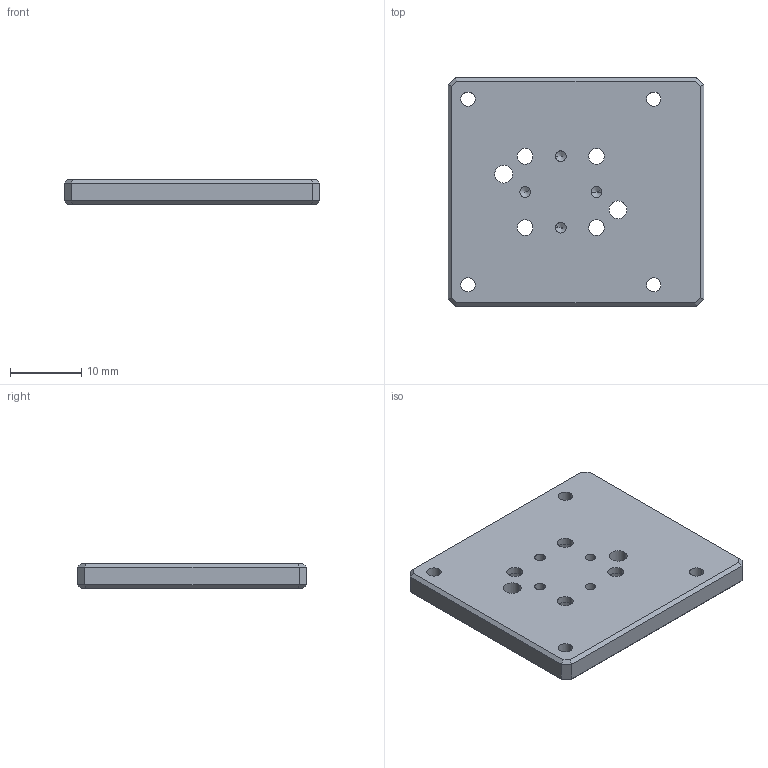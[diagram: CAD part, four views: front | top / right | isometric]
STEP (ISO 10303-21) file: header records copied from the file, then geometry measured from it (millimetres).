
FILE_DESCRIPTION (( 'STEP AP214' ), '1' );
FILE_NAME ('430517-B Adapter PR-32 ON PPS-28,PPs-20,PP-22.STEP', '2022-04-29T20:29:09', ( '' ), ( '' ), 'SwSTEP 2.0', 'SolidWorks 2020', '' );
FILE_SCHEMA (( 'AUTOMOTIVE_DESIGN' ));
Length unit declared in the file: millimetre
Products named in the file (1): 430517-B Adapter PR-32 ON PPS-28,PPs-20,PP-22
Bounding box: 35.75 x 32 x 3.5 mm (x, y, z)
Volume: 3690.3 mm3; surface area: 2977.5 mm2
Topology: 1 solids, 1 shells, 82 faces, 200 edges, 118 vertices
Faces by surface type: cylinder 40, plane 30, cone 12
Entity records: 2522 total; most frequent: DIRECTION 434, CARTESIAN_POINT 389, ORIENTED_EDGE 376, EDGE_CURVE 188, AXIS2_PLACEMENT_3D 163, VERTEX_POINT 118, EDGE_LOOP 112, VECTOR 108
